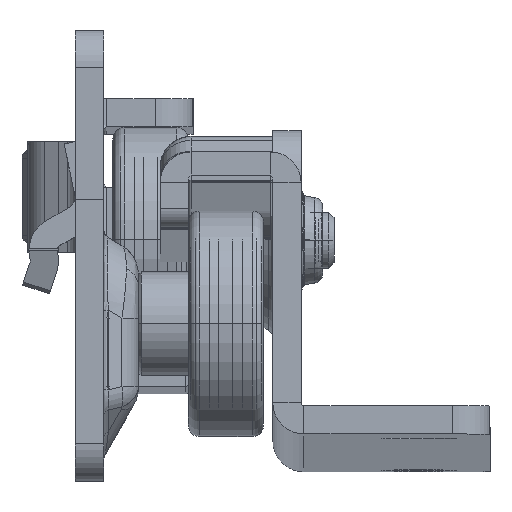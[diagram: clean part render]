
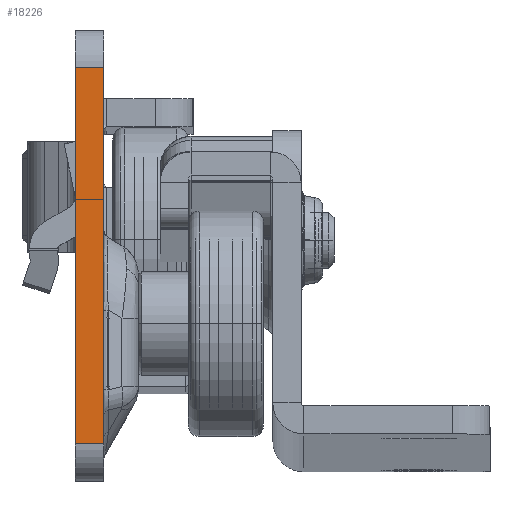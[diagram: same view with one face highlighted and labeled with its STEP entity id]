
A CAD part, top view. The second image highlights one B-rep face of the part: STEP entity #18226.
In plain terms, the highlighted planar face has unit normal (0, 0, 1).
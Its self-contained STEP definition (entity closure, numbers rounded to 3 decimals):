
#66 = DIRECTION ( 'NONE',  ( 0., 0., 1. ) ) ;
#2170 = LINE ( 'NONE', #23473, #12323 ) ;
#3552 = CARTESIAN_POINT ( 'NONE',  ( -3., -21.7, 0. ) ) ;
#4032 = DIRECTION ( 'NONE',  ( 1., 0., 0. ) ) ;
#4302 = VERTEX_POINT ( 'NONE', #26041 ) ;
#4572 = AXIS2_PLACEMENT_3D ( 'NONE', #21913, #66, #9156 ) ;
#4796 = DIRECTION ( 'NONE',  ( 1., 0., 0. ) ) ;
#5328 = VECTOR ( 'NONE', #4796, 1000. ) ;
#5908 = DIRECTION ( 'NONE',  ( 0., -1., 0. ) ) ;
#6497 = VERTEX_POINT ( 'NONE', #17241 ) ;
#7323 = EDGE_CURVE ( 'NONE', #22391, #21443, #15608, .T. ) ;
#7689 = LINE ( 'NONE', #22738, #22636 ) ;
#9156 = DIRECTION ( 'NONE',  ( 1., 0., 0. ) ) ;
#9185 = CARTESIAN_POINT ( 'NONE',  ( 0., -21.7, 0. ) ) ;
#9674 = DIRECTION ( 'NONE',  ( 0., -1., 0. ) ) ;
#9872 = ORIENTED_EDGE ( 'NONE', *, *, #12615, .T. ) ;
#9959 = ORIENTED_EDGE ( 'NONE', *, *, #19426, .F. ) ;
#11156 = FACE_OUTER_BOUND ( 'NONE', #19066, .T. ) ;
#12323 = VECTOR ( 'NONE', #4032, 1000. ) ;
#12615 = EDGE_CURVE ( 'NONE', #6497, #22391, #18698, .T. ) ;
#15608 = LINE ( 'NONE', #28063, #5328 ) ;
#16559 = VECTOR ( 'NONE', #5908, 1000. ) ;
#16852 = ORIENTED_EDGE ( 'NONE', *, *, #20667, .F. ) ;
#17241 = CARTESIAN_POINT ( 'NONE',  ( -3., 18.3, 0. ) ) ;
#18226 = ADVANCED_FACE ( 'NONE', ( #11156 ), #22066, .T. ) ;
#18698 = LINE ( 'NONE', #27320, #16559 ) ;
#19066 = EDGE_LOOP ( 'NONE', ( #16852, #9959, #9872, #23169 ) ) ;
#19426 = EDGE_CURVE ( 'NONE', #6497, #4302, #2170, .T. ) ;
#20667 = EDGE_CURVE ( 'NONE', #4302, #21443, #7689, .T. ) ;
#21443 = VERTEX_POINT ( 'NONE', #9185 ) ;
#21913 = CARTESIAN_POINT ( 'NONE',  ( -3., -29.094, 0. ) ) ;
#22066 = PLANE ( 'NONE',  #4572 ) ;
#22391 = VERTEX_POINT ( 'NONE', #3552 ) ;
#22636 = VECTOR ( 'NONE', #9674, 1000. ) ;
#22738 = CARTESIAN_POINT ( 'NONE',  ( 0., -29.094, 0. ) ) ;
#23169 = ORIENTED_EDGE ( 'NONE', *, *, #7323, .T. ) ;
#23473 = CARTESIAN_POINT ( 'NONE',  ( -3., 18.3, 0. ) ) ;
#26041 = CARTESIAN_POINT ( 'NONE',  ( 0., 18.3, 0. ) ) ;
#27320 = CARTESIAN_POINT ( 'NONE',  ( -3., -29.094, 0. ) ) ;
#28063 = CARTESIAN_POINT ( 'NONE',  ( -122.719, -21.7, 0. ) ) ;
